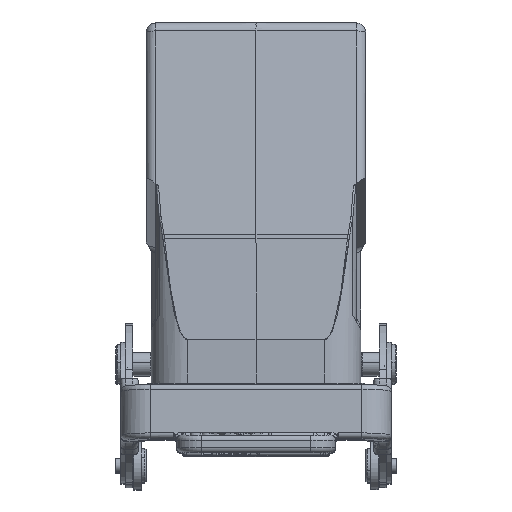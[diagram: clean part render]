
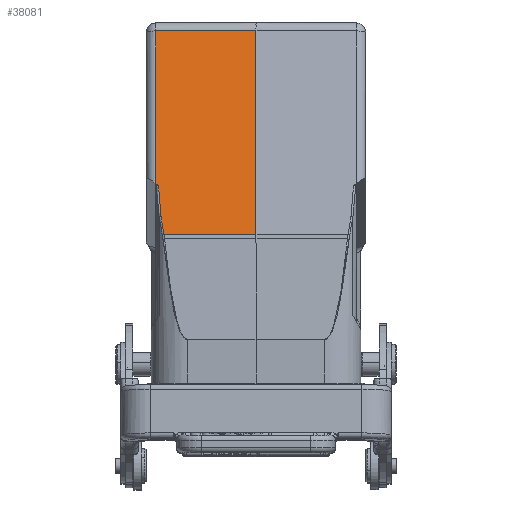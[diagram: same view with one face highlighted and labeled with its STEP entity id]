
A CAD part, top view. The second image highlights one B-rep face of the part: STEP entity #38081.
In plain terms, the highlighted planar face has unit normal (-0.009, 0.174, 0.985).
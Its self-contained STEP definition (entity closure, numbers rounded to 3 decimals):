
#6067=CARTESIAN_POINT('',(0.,19.763,
50.696));
#6531=CARTESIAN_POINT('',(-19.449,-18.497,
57.27));
#6532=CARTESIAN_POINT('',(-19.749,-16.402,
56.898));
#6533=CARTESIAN_POINT('',(-19.895,-14.285,
56.523));
#6534=CARTESIAN_POINT('',(-19.963,-12.168,
56.149));
#6536=DIRECTION('',(1.,0.009,0.007));
#6537=VECTOR('',#6536,20.519);
#6538=CARTESIAN_POINT('',(-20.517,19.584,50.546));
#6539=LINE('',#6538,#6537);
#6540=DIRECTION('',(0.,-0.985,0.174));
#6541=VECTOR('',#6540,42.562);
#6542=CARTESIAN_POINT('',(0.,19.763,
50.696));
#6543=LINE('',#6542,#6541);
#6544=CARTESIAN_POINT('',(-18.848,-22.177,
57.924));
#6545=CARTESIAN_POINT('',(-19.075,-20.955,
57.706));
#6546=CARTESIAN_POINT('',(-19.272,-19.728,
57.488));
#6547=CARTESIAN_POINT('',(-19.449,-18.497,
57.27));
#6549=DIRECTION('',(0.762,-0.637,0.119));
#6550=VECTOR('',#6549,0.727);
#6551=CARTESIAN_POINT('',(-20.517,-11.704,
56.062));
#6552=LINE('',#6551,#6550);
#6653=DIRECTION('',(0.,-0.985,0.174));
#6654=VECTOR('',#6653,31.771);
#6655=CARTESIAN_POINT('',(-20.517,19.584,50.546));
#6656=LINE('',#6655,#6654);
#8925=DIRECTION('',(1.,0.001,0.009));
#8926=VECTOR('',#8925,18.848);
#8927=CARTESIAN_POINT('',(-18.848,-22.177,
57.924));
#8928=LINE('',#8927,#8926);
#25329=VERTEX_POINT('',#6067);
#25330=CARTESIAN_POINT('',(-20.517,19.584,
50.546));
#25331=VERTEX_POINT('',#25330);
#25494=VERTEX_POINT('',#6531);
#25495=VERTEX_POINT('',#6534);
#25496=CARTESIAN_POINT('',(-20.517,-11.704,
56.062));
#25497=VERTEX_POINT('',#25496);
#25498=CARTESIAN_POINT('',(0.,-22.152,
58.087));
#25499=VERTEX_POINT('',#25498);
#25500=CARTESIAN_POINT('',(-18.848,-22.177,
57.924));
#25501=VERTEX_POINT('',#25500);
#38062=CARTESIAN_POINT('',(0.,21.415,50.404));
#38063=DIRECTION('',(-0.009,0.174,0.985));
#38064=DIRECTION('',(0.,-0.985,0.174));
#38065=AXIS2_PLACEMENT_3D('',#38062,#38063,#38064);
#38066=PLANE('',#38065);
#38067=ORIENTED_EDGE('',*,*,#38052,.T.);
#38069=ORIENTED_EDGE('',*,*,#38068,.F.);
#38071=ORIENTED_EDGE('',*,*,#38070,.F.);
#38072=ORIENTED_EDGE('',*,*,#37511,.T.);
#38074=ORIENTED_EDGE('',*,*,#38073,.T.);
#38076=ORIENTED_EDGE('',*,*,#38075,.F.);
#38078=ORIENTED_EDGE('',*,*,#38077,.T.);
#38079=EDGE_LOOP('',(#38067,#38069,#38071,#38072,#38074,#38076,#38078));
#38080=FACE_OUTER_BOUND('',#38079,.F.);
#38081=ADVANCED_FACE('',(#38080),#38066,.T.);
#6535=B_SPLINE_CURVE_WITH_KNOTS('',3,(#6531,#6532,#6533,#6534),.UNSPECIFIED.,
.F.,.F.,(4,4),(0.,1.),.UNSPECIFIED.);
#6548=B_SPLINE_CURVE_WITH_KNOTS('',3,(#6544,#6545,#6546,#6547),.UNSPECIFIED.,
.F.,.F.,(4,4),(0.,1.),.UNSPECIFIED.);
#37511=EDGE_CURVE('',#25331,#25329,#6539,.T.);
#38052=EDGE_CURVE('',#25494,#25495,#6535,.T.);
#38068=EDGE_CURVE('',#25497,#25495,#6552,.T.);
#38070=EDGE_CURVE('',#25331,#25497,#6656,.T.);
#38073=EDGE_CURVE('',#25329,#25499,#6543,.T.);
#38075=EDGE_CURVE('',#25501,#25499,#8928,.T.);
#38077=EDGE_CURVE('',#25501,#25494,#6548,.T.);
